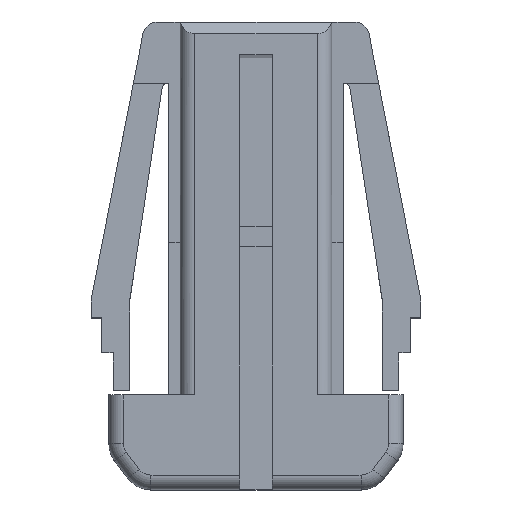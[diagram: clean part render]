
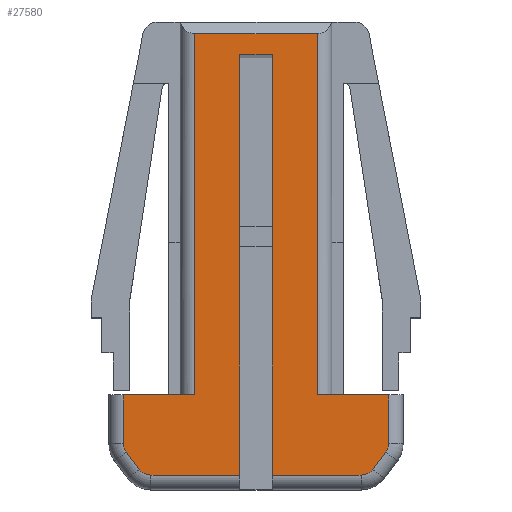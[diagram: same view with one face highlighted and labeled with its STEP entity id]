
A CAD part, top view. The second image highlights one B-rep face of the part: STEP entity #27580.
In plain terms, the highlighted planar face has unit normal (0, 0, 1).
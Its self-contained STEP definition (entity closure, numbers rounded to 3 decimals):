
#530=CARTESIAN_POINT('',(-105.258,-47.762,
58.92));
#540=VERTEX_POINT('',#530);
#570=CARTESIAN_POINT('',(-104.758,-47.762,
58.92));
#580=DIRECTION('',(0.,0.,-1.));
#590=DIRECTION('',(0.,1.,0.));
#600=AXIS2_PLACEMENT_3D('',#570,#580,#590);
#610=CIRCLE('',#600,0.5);
#620=CARTESIAN_POINT('',(-105.156,-48.064,
58.92));
#630=VERTEX_POINT('',#620);
#640=EDGE_CURVE('',#630,#540,#610,.T.);
#3950=CARTESIAN_POINT('',(-97.104,-48.849,
58.92));
#3960=VERTEX_POINT('',#3950);
#4120=CARTESIAN_POINT('',(-100.158,-48.849,
58.92));
#4130=VERTEX_POINT('',#4120);
#4160=CARTESIAN_POINT('',(-97.958,-48.849,
58.92));
#4170=DIRECTION('',(1.,0.,0.));
#4180=VECTOR('',#4170,1.);
#4190=LINE('',#4160,#4180);
#4200=EDGE_CURVE('',#4130,#3960,#4190,.T.);
#12300=CARTESIAN_POINT('',(-96.26,-48.064,
58.92));
#12310=VERTEX_POINT('',#12300);
#12340=CARTESIAN_POINT('',(-96.658,-47.762,
58.92));
#12350=DIRECTION('',(0.,0.,1.));
#12360=DIRECTION('',(0.,-1.,0.));
#12370=AXIS2_PLACEMENT_3D('',#12340,#12350,#12360);
#12380=CIRCLE('',#12370,0.5);
#12390=CARTESIAN_POINT('',(-96.158,-47.762,
58.92));
#12400=VERTEX_POINT('',#12390);
#12410=EDGE_CURVE('',#12310,#12400,#12380,.T.);
#18930=CARTESIAN_POINT('',(-105.258,-46.099,
58.92));
#18940=VERTEX_POINT('',#18930);
#18970=CARTESIAN_POINT('',(-105.258,-40.131,
58.92));
#18980=DIRECTION('',(0.,-1.,0.));
#18990=VECTOR('',#18980,1.);
#19000=LINE('',#18970,#18990);
#19010=EDGE_CURVE('',#18940,#540,#19000,.T.);
#20850=CARTESIAN_POINT('',(-101.258,-34.424,
58.92));
#20860=VERTEX_POINT('',#20850);
#20890=CARTESIAN_POINT('',(-99.058,-34.424,
58.92));
#20900=DIRECTION('',(-1.,0.,0.));
#20910=VECTOR('',#20900,1.);
#20920=LINE('',#20890,#20910);
#20930=CARTESIAN_POINT('',(-100.158,-34.424,
58.92));
#20940=VERTEX_POINT('',#20930);
#20950=EDGE_CURVE('',#20940,#20860,#20920,.T.);
#26480=CARTESIAN_POINT('',(-99.383,-41.636,
58.92));
#26490=DIRECTION('',(-0.,0.,1.));
#26500=DIRECTION('',(1.,0.,0.));
#26510=AXIS2_PLACEMENT_3D('',#26480,#26490,#26500);
#26520=PLANE('',#26510);
#26530=CARTESIAN_POINT('',(-100.158,-40.131,
58.92));
#26540=DIRECTION('',(0.,-1.,0.));
#26550=VECTOR('',#26540,1.);
#26560=LINE('',#26530,#26550);
#26570=EDGE_CURVE('',#20940,#4130,#26560,.T.);
#26580=ORIENTED_EDGE('',*,*,#26570,.T.);
#26590=ORIENTED_EDGE('',*,*,#20950,.F.);
#26600=CARTESIAN_POINT('',(-101.258,-40.131,
58.92));
#26610=DIRECTION('',(0.,-1.,0.));
#26620=VECTOR('',#26610,1.);
#26630=LINE('',#26600,#26620);
#26640=CARTESIAN_POINT('',(-101.258,-48.849,
58.92));
#26650=VERTEX_POINT('',#26640);
#26660=EDGE_CURVE('',#20860,#26650,#26630,.T.);
#26670=ORIENTED_EDGE('',*,*,#26660,.F.);
#26680=CARTESIAN_POINT('',(-97.958,-48.849,
58.92));
#26690=DIRECTION('',(-1.,0.,0.));
#26700=VECTOR('',#26690,1.);
#26710=LINE('',#26680,#26700);
#26720=CARTESIAN_POINT('',(-104.312,-48.849,
58.92));
#26730=VERTEX_POINT('',#26720);
#26740=EDGE_CURVE('',#26650,#26730,#26710,.T.);
#26750=ORIENTED_EDGE('',*,*,#26740,.F.);
#26760=CARTESIAN_POINT('',(-104.312,-48.349,
58.92));
#26770=DIRECTION('',(0.,-0.,-1.));
#26780=DIRECTION('',(0.,1.,0.));
#26790=AXIS2_PLACEMENT_3D('',#26760,#26770,#26780);
#26800=CIRCLE('',#26790,0.5);
#26810=CARTESIAN_POINT('',(-104.71,-48.651,
58.92));
#26820=VERTEX_POINT('',#26810);
#26830=EDGE_CURVE('',#26730,#26820,#26800,.T.);
#26840=ORIENTED_EDGE('',*,*,#26830,.F.);
#26850=CARTESIAN_POINT('',(-111.185,-40.131,
58.92));
#26860=DIRECTION('',(-0.605,0.796,0.));
#26870=VECTOR('',#26860,1.);
#26880=LINE('',#26850,#26870);
#26890=EDGE_CURVE('',#26820,#630,#26880,.T.);
#26900=ORIENTED_EDGE('',*,*,#26890,.F.);
#26910=ORIENTED_EDGE('',*,*,#640,.F.);
#26920=ORIENTED_EDGE('',*,*,#19010,.T.);
#26930=CARTESIAN_POINT('',(-97.958,-46.099,
58.92));
#26940=DIRECTION('',(-1.,0.,0.));
#26950=VECTOR('',#26940,1.);
#26960=LINE('',#26930,#26950);
#26970=CARTESIAN_POINT('',(-102.808,-46.099,
58.92));
#26980=VERTEX_POINT('',#26970);
#26990=EDGE_CURVE('',#26980,#18940,#26960,.T.);
#27000=ORIENTED_EDGE('',*,*,#26990,.T.);
#27010=CARTESIAN_POINT('',(-102.808,-40.131,
58.92));
#27020=DIRECTION('',(0.,1.,0.));
#27030=VECTOR('',#27020,1.);
#27040=LINE('',#27010,#27030);
#27050=CARTESIAN_POINT('',(-102.808,-33.699,
58.92));
#27060=VERTEX_POINT('',#27050);
#27070=EDGE_CURVE('',#26980,#27060,#27040,.T.);
#27080=ORIENTED_EDGE('',*,*,#27070,.F.);
#27090=CARTESIAN_POINT('',(-97.958,-33.699,
58.92));
#27100=DIRECTION('',(-1.,0.,0.));
#27110=VECTOR('',#27100,1.);
#27120=LINE('',#27090,#27110);
#27130=CARTESIAN_POINT('',(-98.608,-33.699,
58.92));
#27140=VERTEX_POINT('',#27130);
#27150=EDGE_CURVE('',#27140,#27060,#27120,.T.);
#27160=ORIENTED_EDGE('',*,*,#27150,.T.);
#27170=CARTESIAN_POINT('',(-98.608,-40.131,
58.92));
#27180=DIRECTION('',(0.,1.,0.));
#27190=VECTOR('',#27180,1.);
#27200=LINE('',#27170,#27190);
#27210=CARTESIAN_POINT('',(-98.608,-46.099,
58.92));
#27220=VERTEX_POINT('',#27210);
#27230=EDGE_CURVE('',#27220,#27140,#27200,.T.);
#27240=ORIENTED_EDGE('',*,*,#27230,.T.);
#27250=CARTESIAN_POINT('',(-97.958,-46.099,
58.92));
#27260=DIRECTION('',(-1.,0.,0.));
#27270=VECTOR('',#27260,1.);
#27280=LINE('',#27250,#27270);
#27290=CARTESIAN_POINT('',(-96.158,-46.099,
58.92));
#27300=VERTEX_POINT('',#27290);
#27310=EDGE_CURVE('',#27300,#27220,#27280,.T.);
#27320=ORIENTED_EDGE('',*,*,#27310,.T.);
#27330=CARTESIAN_POINT('',(-96.158,-40.131,
58.92));
#27340=DIRECTION('',(0.,-1.,0.));
#27350=VECTOR('',#27340,1.);
#27360=LINE('',#27330,#27350);
#27370=EDGE_CURVE('',#27300,#12400,#27360,.T.);
#27380=ORIENTED_EDGE('',*,*,#27370,.F.);
#27390=ORIENTED_EDGE('',*,*,#12410,.T.);
#27400=CARTESIAN_POINT('',(-90.23,-40.131,
58.92));
#27410=DIRECTION('',(-0.605,-0.796,0.));
#27420=VECTOR('',#27410,1.);
#27430=LINE('',#27400,#27420);
#27440=CARTESIAN_POINT('',(-96.706,-48.651,
58.92));
#27450=VERTEX_POINT('',#27440);
#27460=EDGE_CURVE('',#12310,#27450,#27430,.T.);
#27470=ORIENTED_EDGE('',*,*,#27460,.F.);
#27480=CARTESIAN_POINT('',(-97.104,-48.349,
58.92));
#27490=DIRECTION('',(0.,-0.,-1.));
#27500=DIRECTION('',(0.,1.,0.));
#27510=AXIS2_PLACEMENT_3D('',#27480,#27490,#27500);
#27520=CIRCLE('',#27510,0.5);
#27530=EDGE_CURVE('',#27450,#3960,#27520,.T.);
#27540=ORIENTED_EDGE('',*,*,#27530,.F.);
#27550=ORIENTED_EDGE('',*,*,#4200,.T.);
#27560=EDGE_LOOP('',(#27550,#27540,#27470,#27390,#27380,#27320,#27240,
#27160,#27080,#27000,#26920,#26910,#26900,#26840,#26750,#26670,#26590,
#26580));
#27570=FACE_OUTER_BOUND('',#27560,.T.);
#27580=ADVANCED_FACE('',(#27570),#26520,.T.);
